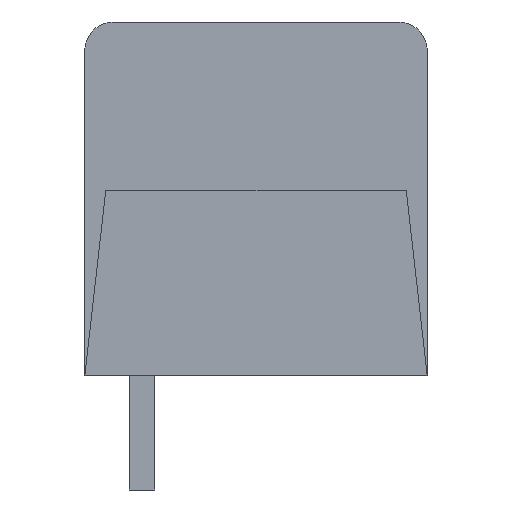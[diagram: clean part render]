
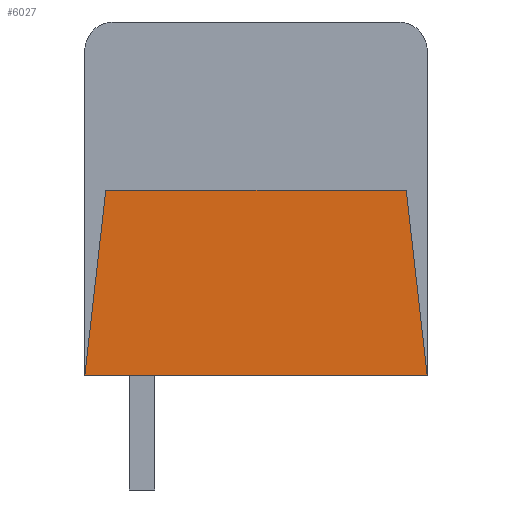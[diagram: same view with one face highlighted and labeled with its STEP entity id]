
A CAD part, left-side view. The second image highlights one B-rep face of the part: STEP entity #6027.
In plain terms, the highlighted planar face has unit normal (-1, 0, 0).
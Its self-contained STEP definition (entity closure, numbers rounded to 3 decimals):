
#5911 = EDGE_CURVE('',#5912,#5914,#5916,.T.);
#5912 = VERTEX_POINT('',#5913);
#5913 = CARTESIAN_POINT('',(-11.43,-10.,0.));
#5914 = VERTEX_POINT('',#5915);
#5915 = CARTESIAN_POINT('',(-11.43,2.,0.));
#5916 = SURFACE_CURVE('',#5917,(#5921,#5933),.PCURVE_S1.);
#5917 = LINE('',#5918,#5919);
#5918 = CARTESIAN_POINT('',(-11.43,-10.,0.));
#5919 = VECTOR('',#5920,1.);
#5920 = DIRECTION('',(0.,1.,0.));
#5921 = PCURVE('',#5922,#5927);
#5922 = PLANE('',#5923);
#5923 = AXIS2_PLACEMENT_3D('',#5924,#5925,#5926);
#5924 = CARTESIAN_POINT('',(-11.43,-10.,0.));
#5925 = DIRECTION('',(0.,0.,1.));
#5926 = DIRECTION('',(0.,1.,0.));
#5927 = DEFINITIONAL_REPRESENTATION('',(#5928),#5932);
#5928 = LINE('',#5929,#5930);
#5929 = CARTESIAN_POINT('',(0.,0.));
#5930 = VECTOR('',#5931,1.);
#5931 = DIRECTION('',(1.,0.));
#5932 = ( GEOMETRIC_REPRESENTATION_CONTEXT(2) 
PARAMETRIC_REPRESENTATION_CONTEXT() REPRESENTATION_CONTEXT('2D SPACE',''
  ) );
#5933 = PCURVE('',#5934,#5939);
#5934 = PLANE('',#5935);
#5935 = AXIS2_PLACEMENT_3D('',#5936,#5937,#5938);
#5936 = CARTESIAN_POINT('',(-11.43,-4.,3.116));
#5937 = DIRECTION('',(1.,0.,0.));
#5938 = DIRECTION('',(0.,0.,1.));
#5939 = DEFINITIONAL_REPRESENTATION('',(#5940),#5944);
#5940 = LINE('',#5941,#5942);
#5941 = CARTESIAN_POINT('',(-3.116,6.));
#5942 = VECTOR('',#5943,1.);
#5943 = DIRECTION('',(0.,-1.));
#5944 = ( GEOMETRIC_REPRESENTATION_CONTEXT(2) 
PARAMETRIC_REPRESENTATION_CONTEXT() REPRESENTATION_CONTEXT('2D SPACE',''
  ) );
#6027 = ADVANCED_FACE('',(#6028),#5934,.F.);
#6028 = FACE_BOUND('',#6029,.F.);
#6029 = EDGE_LOOP('',(#6030,#6031,#6059,#6082));
#6030 = ORIENTED_EDGE('',*,*,#5911,.T.);
#6031 = ORIENTED_EDGE('',*,*,#6032,.T.);
#6032 = EDGE_CURVE('',#5914,#6033,#6035,.T.);
#6033 = VERTEX_POINT('',#6034);
#6034 = CARTESIAN_POINT('',(-11.43,1.264,6.5));
#6035 = SURFACE_CURVE('',#6036,(#6040,#6047),.PCURVE_S1.);
#6036 = LINE('',#6037,#6038);
#6037 = CARTESIAN_POINT('',(-11.43,2.,0.));
#6038 = VECTOR('',#6039,1.);
#6039 = DIRECTION('',(0.,-0.112,0.994
    ));
#6040 = PCURVE('',#5934,#6041);
#6041 = DEFINITIONAL_REPRESENTATION('',(#6042),#6046);
#6042 = LINE('',#6043,#6044);
#6043 = CARTESIAN_POINT('',(-3.116,-6.));
#6044 = VECTOR('',#6045,1.);
#6045 = DIRECTION('',(0.994,0.112));
#6046 = ( GEOMETRIC_REPRESENTATION_CONTEXT(2) 
PARAMETRIC_REPRESENTATION_CONTEXT() REPRESENTATION_CONTEXT('2D SPACE',''
  ) );
#6047 = PCURVE('',#6048,#6053);
#6048 = PLANE('',#6049);
#6049 = AXIS2_PLACEMENT_3D('',#6050,#6051,#6052);
#6050 = CARTESIAN_POINT('',(-11.43,-4.,6.081));
#6051 = DIRECTION('',(-1.,0.,0.));
#6052 = DIRECTION('',(0.,-1.,0.));
#6053 = DEFINITIONAL_REPRESENTATION('',(#6054),#6058);
#6054 = LINE('',#6055,#6056);
#6055 = CARTESIAN_POINT('',(-6.,-6.081));
#6056 = VECTOR('',#6057,1.);
#6057 = DIRECTION('',(0.112,0.994));
#6058 = ( GEOMETRIC_REPRESENTATION_CONTEXT(2) 
PARAMETRIC_REPRESENTATION_CONTEXT() REPRESENTATION_CONTEXT('2D SPACE',''
  ) );
#6059 = ORIENTED_EDGE('',*,*,#6060,.T.);
#6060 = EDGE_CURVE('',#6033,#6061,#6063,.T.);
#6061 = VERTEX_POINT('',#6062);
#6062 = CARTESIAN_POINT('',(-11.43,-9.264,6.5));
#6063 = SURFACE_CURVE('',#6064,(#6068,#6075),.PCURVE_S1.);
#6064 = LINE('',#6065,#6066);
#6065 = CARTESIAN_POINT('',(-11.43,1.264,6.5));
#6066 = VECTOR('',#6067,1.);
#6067 = DIRECTION('',(0.,-1.,0.));
#6068 = PCURVE('',#5934,#6069);
#6069 = DEFINITIONAL_REPRESENTATION('',(#6070),#6074);
#6070 = LINE('',#6071,#6072);
#6071 = CARTESIAN_POINT('',(3.384,-5.264));
#6072 = VECTOR('',#6073,1.);
#6073 = DIRECTION('',(0.,1.));
#6074 = ( GEOMETRIC_REPRESENTATION_CONTEXT(2) 
PARAMETRIC_REPRESENTATION_CONTEXT() REPRESENTATION_CONTEXT('2D SPACE',''
  ) );
#6075 = PCURVE('',#6048,#6076);
#6076 = DEFINITIONAL_REPRESENTATION('',(#6077),#6081);
#6077 = LINE('',#6078,#6079);
#6078 = CARTESIAN_POINT('',(-5.264,0.419));
#6079 = VECTOR('',#6080,1.);
#6080 = DIRECTION('',(1.,0.));
#6081 = ( GEOMETRIC_REPRESENTATION_CONTEXT(2) 
PARAMETRIC_REPRESENTATION_CONTEXT() REPRESENTATION_CONTEXT('2D SPACE',''
  ) );
#6082 = ORIENTED_EDGE('',*,*,#6083,.T.);
#6083 = EDGE_CURVE('',#6061,#5912,#6084,.T.);
#6084 = SURFACE_CURVE('',#6085,(#6089,#6096),.PCURVE_S1.);
#6085 = LINE('',#6086,#6087);
#6086 = CARTESIAN_POINT('',(-11.43,-9.264,6.5));
#6087 = VECTOR('',#6088,1.);
#6088 = DIRECTION('',(0.,-0.112,-0.994
    ));
#6089 = PCURVE('',#5934,#6090);
#6090 = DEFINITIONAL_REPRESENTATION('',(#6091),#6095);
#6091 = LINE('',#6092,#6093);
#6092 = CARTESIAN_POINT('',(3.384,5.264));
#6093 = VECTOR('',#6094,1.);
#6094 = DIRECTION('',(-0.994,0.112));
#6095 = ( GEOMETRIC_REPRESENTATION_CONTEXT(2) 
PARAMETRIC_REPRESENTATION_CONTEXT() REPRESENTATION_CONTEXT('2D SPACE',''
  ) );
#6096 = PCURVE('',#6048,#6097);
#6097 = DEFINITIONAL_REPRESENTATION('',(#6098),#6102);
#6098 = LINE('',#6099,#6100);
#6099 = CARTESIAN_POINT('',(5.264,0.419));
#6100 = VECTOR('',#6101,1.);
#6101 = DIRECTION('',(0.112,-0.994));
#6102 = ( GEOMETRIC_REPRESENTATION_CONTEXT(2) 
PARAMETRIC_REPRESENTATION_CONTEXT() REPRESENTATION_CONTEXT('2D SPACE',''
  ) );
